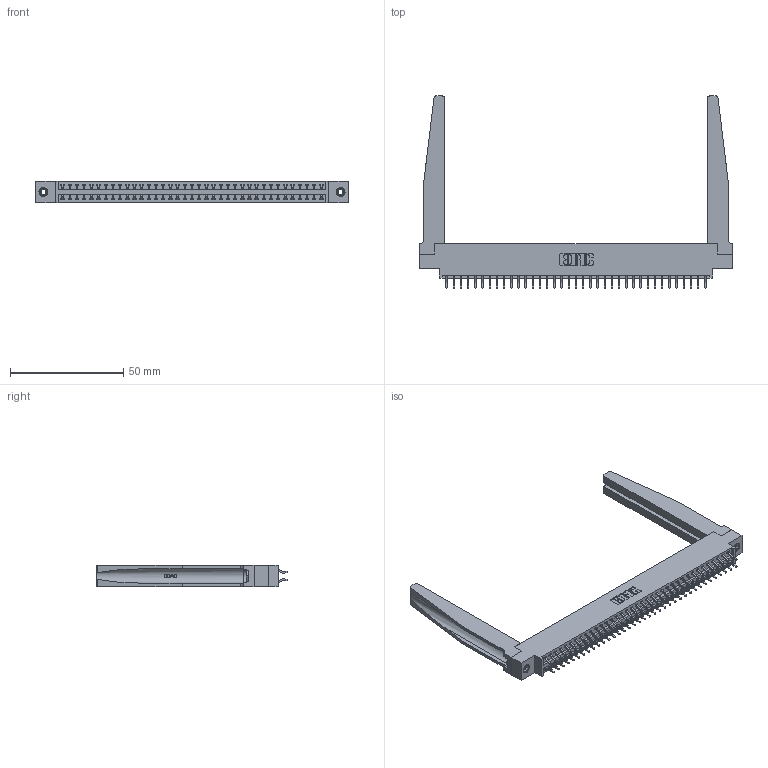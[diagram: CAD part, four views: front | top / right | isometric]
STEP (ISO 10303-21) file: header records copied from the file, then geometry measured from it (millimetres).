
FILE_DESCRIPTION (( 'STEP AP203' ), '1' );
FILE_NAME ('346-074-556-878.STEP', '2022-05-25T03:22:09', ( '' ), ( '' ), 'SwSTEP 2.0', 'SolidWorks 2020', '' );
FILE_SCHEMA (( 'CONFIG_CONTROL_DESIGN' ));
Length unit declared in the file: inch
Products named in the file (5): 346 Part_0.170 Offset - 0.156 Dia-TH; 345-250-001_345-250-001-102; 345-292-001_556 Tail; 346-074-556-878; 346-220-078_345-220-078
Assembly tree (79 placements, depth 2):
  346-074-556-878
    346 Part_0.170 Offset - 0.156 Dia-TH
    345-292-001_556 Tail  x74
    346-220-078_345-220-078  x2
    345-250-001_345-250-001-102  x2
Bounding box: 138.05 x 84.84 x 9.4 mm (x, y, z)
Volume: 20155.9 mm3; surface area: 24813.3 mm2
Topology: 79 solids, 79 shells, 4666 faces, 13787 edges, 9082 vertices
Faces by surface type: plane 3122, cylinder 1492, bspline 36, cone 12, torus 4
Entity records: 30336 total; most frequent: CARTESIAN_POINT 5965, ORIENTED_EDGE 4774, DIRECTION 4281, EDGE_CURVE 2387, LINE 2005, VECTOR 2005, VERTEX_POINT 1584, AXIS2_PLACEMENT_3D 1138
